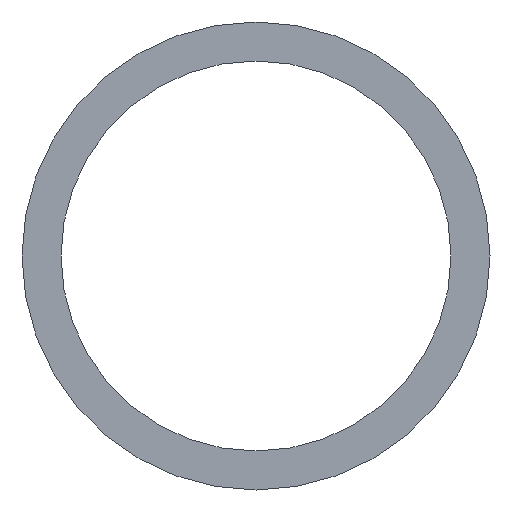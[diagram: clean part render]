
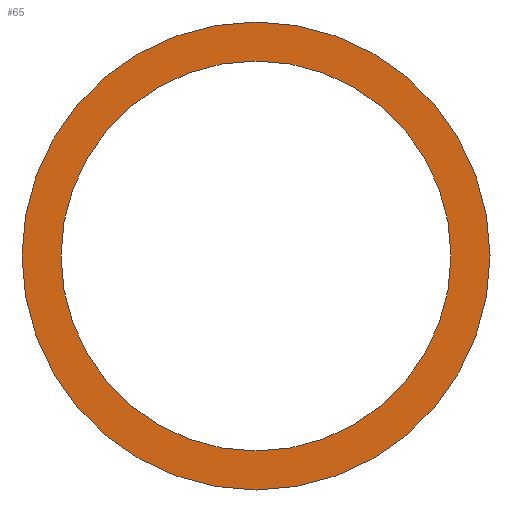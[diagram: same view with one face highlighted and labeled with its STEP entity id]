
A CAD part, front view. The second image highlights one B-rep face of the part: STEP entity #65.
In plain terms, the highlighted planar face has unit normal (0, -1, 0).
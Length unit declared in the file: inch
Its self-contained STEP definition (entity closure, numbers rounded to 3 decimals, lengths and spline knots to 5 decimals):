
#21 = VERTEX_POINT ( 'NONE', #230 ) ;
#24 = DIRECTION ( 'NONE',  ( 0., 1., 0. ) ) ;
#43 = CIRCLE ( 'NONE', #192, 0.3125 ) ;
#53 = FACE_BOUND ( 'NONE', #137, .T. ) ;
#65 = ADVANCED_FACE ( 'NONE', ( #69, #53 ), #163, .F. ) ;
#66 = CIRCLE ( 'NONE', #209, 0.375 ) ;
#69 = FACE_OUTER_BOUND ( 'NONE', #174, .T. ) ;
#75 = VERTEX_POINT ( 'NONE', #178 ) ;
#77 = ORIENTED_EDGE ( 'NONE', *, *, #133, .T. ) ;
#82 = VERTEX_POINT ( 'NONE', #251 ) ;
#89 = VERTEX_POINT ( 'NONE', #144 ) ;
#98 = EDGE_CURVE ( 'NONE', #21, #75, #66, .T. ) ;
#104 = ORIENTED_EDGE ( 'NONE', *, *, #98, .F. ) ;
#107 = DIRECTION ( 'NONE',  ( 0., 0., 1. ) ) ;
#108 = DIRECTION ( 'NONE',  ( 0., 1., 0. ) ) ;
#111 = CARTESIAN_POINT ( 'NONE',  ( 0., 0., 0. ) ) ;
#119 = DIRECTION ( 'NONE',  ( 0., 0., 1. ) ) ;
#122 = DIRECTION ( 'NONE',  ( 0., 1., 0. ) ) ;
#124 = CARTESIAN_POINT ( 'NONE',  ( 0., 0., 0. ) ) ;
#130 = ORIENTED_EDGE ( 'NONE', *, *, #235, .F. ) ;
#133 = EDGE_CURVE ( 'NONE', #82, #89, #43, .T. ) ;
#137 = EDGE_LOOP ( 'NONE', ( #77, #244 ) ) ;
#144 = CARTESIAN_POINT ( 'NONE',  ( 0., 0., 0.3125 ) ) ;
#155 = AXIS2_PLACEMENT_3D ( 'NONE', #111, #108, #107 ) ;
#163 = PLANE ( 'NONE',  #199 ) ;
#167 = DIRECTION ( 'NONE',  ( 0., 0., 1. ) ) ;
#169 = CARTESIAN_POINT ( 'NONE',  ( 0., 0., 0. ) ) ;
#174 = EDGE_LOOP ( 'NONE', ( #130, #104 ) ) ;
#178 = CARTESIAN_POINT ( 'NONE',  ( 0., 0., -0.375 ) ) ;
#187 = AXIS2_PLACEMENT_3D ( 'NONE', #124, #122, #119 ) ;
#192 = AXIS2_PLACEMENT_3D ( 'NONE', #204, #202, #201 ) ;
#199 = AXIS2_PLACEMENT_3D ( 'NONE', #169, #24, #167 ) ;
#201 = DIRECTION ( 'NONE',  ( 0., 0., 1. ) ) ;
#202 = DIRECTION ( 'NONE',  ( 0., 1., 0. ) ) ;
#204 = CARTESIAN_POINT ( 'NONE',  ( 0., 0., 0. ) ) ;
#209 = AXIS2_PLACEMENT_3D ( 'NONE', #238, #234, #232 ) ;
#230 = CARTESIAN_POINT ( 'NONE',  ( 0., 0., 0.375 ) ) ;
#231 = CIRCLE ( 'NONE', #155, 0.3125 ) ;
#232 = DIRECTION ( 'NONE',  ( 0., 0., 1. ) ) ;
#234 = DIRECTION ( 'NONE',  ( 0., 1., 0. ) ) ;
#235 = EDGE_CURVE ( 'NONE', #75, #21, #242, .T. ) ;
#236 = EDGE_CURVE ( 'NONE', #89, #82, #231, .T. ) ;
#238 = CARTESIAN_POINT ( 'NONE',  ( 0., 0., 0. ) ) ;
#242 = CIRCLE ( 'NONE', #187, 0.375 ) ;
#244 = ORIENTED_EDGE ( 'NONE', *, *, #236, .T. ) ;
#251 = CARTESIAN_POINT ( 'NONE',  ( 0., 0., -0.3125 ) ) ;
